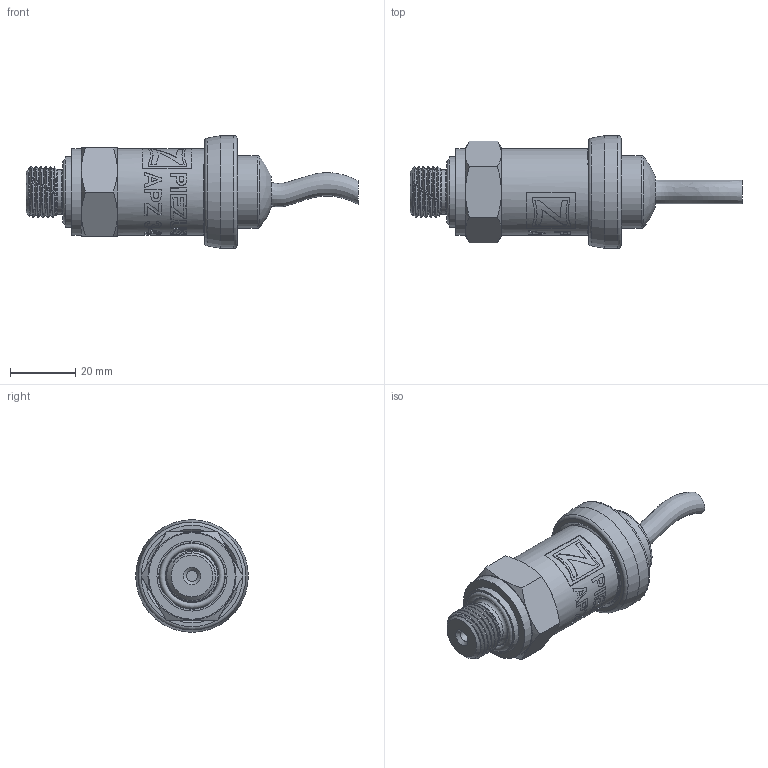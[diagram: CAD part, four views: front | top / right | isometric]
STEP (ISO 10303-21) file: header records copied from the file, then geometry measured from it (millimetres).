
FILE_DESCRIPTION(/* description */ (''),/* implementation_level */ '2;1');
FILE_NAME(/* name */ 'APZ3421_M16x1,5DIN_StainlessSteelCableGland.step',/* time_stamp */ '2021-06-23T15:41:32+03:00',/* author */ (''),/* organization */ (''),/* preprocessor_version */ 'ST-DEVELOPER v18.1',/* originating_system */ 'Autodesk Translation Framework v10.9.0.1377',/* authorisation */ '');
FILE_SCHEMA (('AUTOMOTIVE_DESIGN { 1 0 10303 214 3 1 1 }'));
Length unit declared in the file: millimetre
Products named in the file (6): APZ3421_M16x1,5DIN_StainlessSteelCableGland; M16x1,5 DIN; Stainless steel cable gland assembly v4; Stainless steel cable gland v2; Stainless steel cable gland nut v3; wire
Assembly tree (5 placements, depth 3):
  APZ3421_M16x1,5DIN_StainlessSteelCableGland
    M16x1,5 DIN
    Stainless steel cable gland assembly v4
      Stainless steel cable gland v2
      Stainless steel cable gland nut v3
      wire
Bounding box: 101.73 x 34.5 x 34.5 mm (x, y, z)
Volume: 38585.9 mm3; surface area: 13434.2 mm2
Topology: 5 solids, 5 shells, 371 faces, 1008 edges, 675 vertices
Faces by surface type: bspline 225, cylinder 70, plane 39, cone 23, torus 13, sphere 1
Full cylindrical faces by diameter (mm): 3.3 x1, 7.2 x1, 13 x1, 13.8 x1, 14.137 x5, 15.85 x5, 16.4 x1, 20 x1, 21.4 x1, 21.5 x1, 22.3 x2, 22.4 x1, 24.5 x1, 25.132 x4, 25.526 x2, 26.5 x6, 27.208 x3, 27.7 x1, 34.5 x1
Entity records: 27269 total; most frequent: CARTESIAN_POINT 19049, ORIENTED_EDGE 2016, DIRECTION 1081, EDGE_CURVE 1008, VERTEX_POINT 675, B_SPLINE_CURVE_WITH_KNOTS 411, EDGE_LOOP 405, LINE 377
